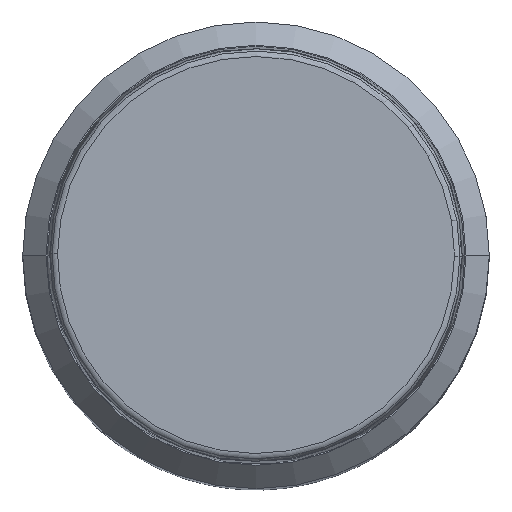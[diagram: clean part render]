
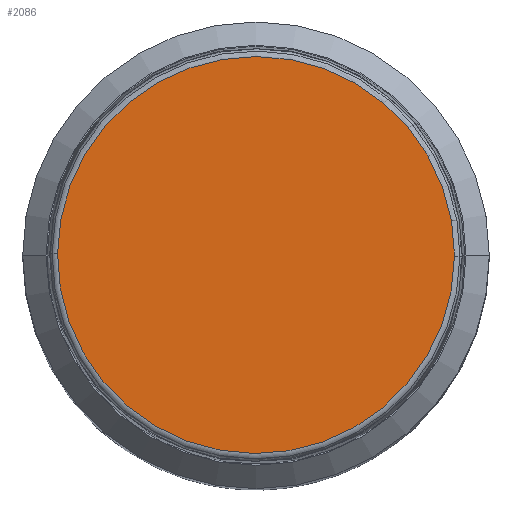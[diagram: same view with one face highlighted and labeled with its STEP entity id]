
A CAD part, top view. The second image highlights one B-rep face of the part: STEP entity #2086.
In plain terms, the highlighted face is planar.
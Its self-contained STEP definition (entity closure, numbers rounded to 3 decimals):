
#1421=CARTESIAN_POINT('',(0.,0.,-4.));
#1422=DIRECTION('',(0.,0.,-1.));
#1423=DIRECTION('',(1.,0.,0.));
#1424=AXIS2_PLACEMENT_3D('',#1421,#1422,#1423);
#1429=CARTESIAN_POINT('',(0.,0.,-4.));
#1430=DIRECTION('',(0.,0.,-1.));
#1431=DIRECTION('',(1.,0.008,0.));
#1432=AXIS2_PLACEMENT_3D('',#1429,#1430,#1431);
#1437=CARTESIAN_POINT('',(0.,0.,-4.));
#1438=DIRECTION('',(0.,0.,-1.));
#1439=DIRECTION('',(-1.,-0.008,0.));
#1440=AXIS2_PLACEMENT_3D('',#1437,#1438,#1439);
#1542=CARTESIAN_POINT('',(-5.103,-0.039,-4.));
#1544=VERTEX_POINT('',#1542);
#1548=CARTESIAN_POINT('',(5.103,0.039,-4.));
#1549=VERTEX_POINT('',#1548);
#1554=CARTESIAN_POINT('',(5.103,0.,-4.));
#1555=VERTEX_POINT('',#1554);
#2075=CARTESIAN_POINT('',(0.,0.,-4.));
#2076=DIRECTION('',(0.,0.,1.));
#2077=DIRECTION('',(1.,0.,0.));
#2078=AXIS2_PLACEMENT_3D('',#2075,#2076,#2077);
#2079=PLANE('',#2078);
#2080=ORIENTED_EDGE('',*,*,#2058,.F.);
#2081=ORIENTED_EDGE('',*,*,#2056,.F.);
#2083=ORIENTED_EDGE('',*,*,#2082,.F.);
#2084=EDGE_LOOP('',(#2080,#2081,#2083));
#2085=FACE_OUTER_BOUND('',#2084,.F.);
#2086=ADVANCED_FACE('',(#2085),#2079,.F.);
#1425=CIRCLE('',#1424,5.103);
#1433=CIRCLE('',#1432,5.103);
#1441=CIRCLE('',#1440,5.103);
#2056=EDGE_CURVE('',#1549,#1555,#1433,.T.);
#2058=EDGE_CURVE('',#1555,#1544,#1425,.T.);
#2082=EDGE_CURVE('',#1544,#1549,#1441,.T.);
